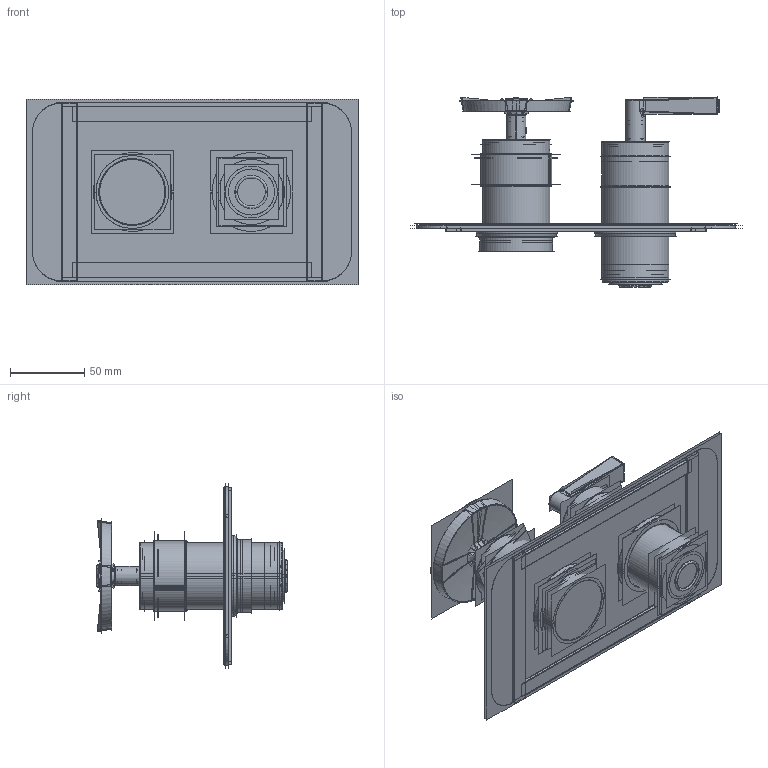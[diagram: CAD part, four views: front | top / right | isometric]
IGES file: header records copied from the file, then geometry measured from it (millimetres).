
Start section:  PTC IGES file: RIV2.igs
Global section: file name: RIV2.igs; native system: Pro/ENGINEER by Parametric Technology Corporation; preprocessor: 2009360; author: user321; organization: Unknown; date: 20200406.083223; units: millimetre
Bounding box: 223.6 x 128.01 x 124.8 mm (x, y, z)
Volume: 169923.5 mm3; surface area: 1088882.7 mm2
Topology: 33 solids, 47 shells, 2709 faces, 13904 edges, 17781 vertices
Faces by surface type: revolution 1412, bspline 1297
